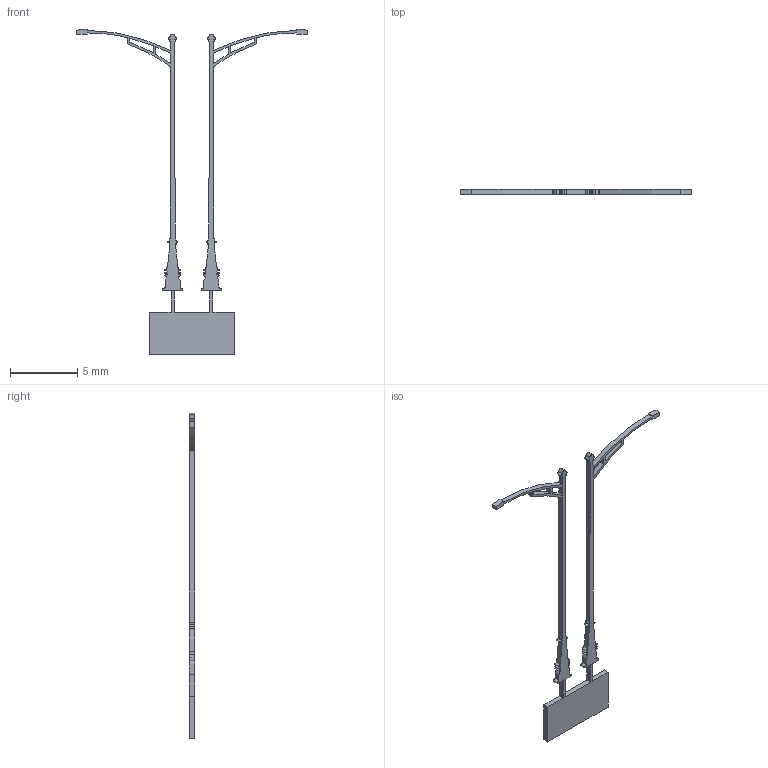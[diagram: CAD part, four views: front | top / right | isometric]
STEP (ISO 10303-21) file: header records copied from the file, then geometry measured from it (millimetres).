
FILE_DESCRIPTION(/* description */ (''),/* implementation_level */ '2;1');
FILE_NAME(/* name */ 'scale street light',/* time_stamp */ '2025-05-02T11:25:23-04:00',/* author */ (''),/* organization */ (''),/* preprocessor_version */ 'ST-DEVELOPER v19.2',/* originating_system */ 'Rhino 8.18',/* authorisation */ '');
FILE_SCHEMA (('CONFIG_CONTROL_DESIGN'));
Length unit declared in the file: inch
Products named in the file (1): Document
Bounding box: 17.16 x 0.4 x 24.2 mm (x, y, z)
Volume: 13 mm3; surface area: 149.4 mm2
Topology: 3 solids, 3 shells, 124 faces, 354 edges, 236 vertices
Faces by surface type: plane 74, cylinder 34, bspline 16
Entity records: 5032 total; most frequent: CARTESIAN_POINT 2584, ORIENTED_EDGE 708, EDGE_CURVE 354, VERTEX_POINT 236, B_SPLINE_CURVE_WITH_KNOTS 222, DIRECTION 158, EDGE_LOOP 132, AXIS2_PLACEMENT_3D 132
